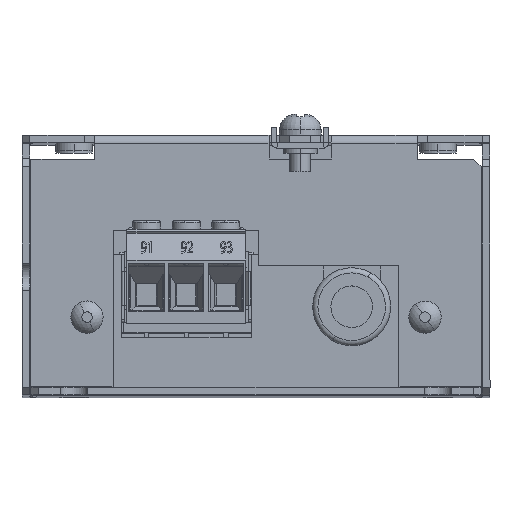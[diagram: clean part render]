
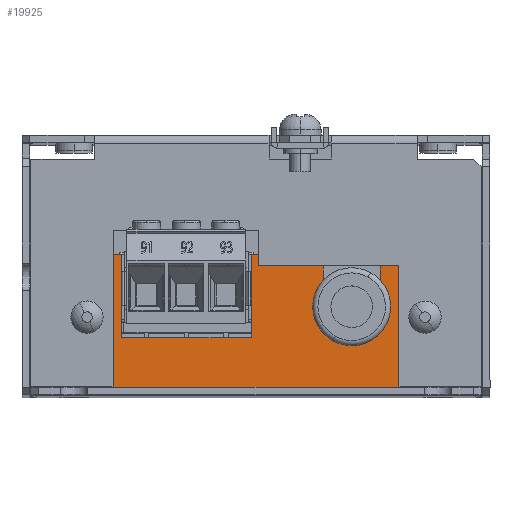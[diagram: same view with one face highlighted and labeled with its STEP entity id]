
A CAD part, top view. The second image highlights one B-rep face of the part: STEP entity #19925.
In plain terms, the highlighted face is planar.
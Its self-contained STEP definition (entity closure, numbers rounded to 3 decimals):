
#786 = VERTEX_POINT ( 'NONE', #38464 ) ;
#1780 = DIRECTION ( 'NONE',  ( 0., -1., 0. ) ) ;
#2088 = DIRECTION ( 'NONE',  ( 0., 1., 0. ) ) ;
#2525 = AXIS2_PLACEMENT_3D ( 'NONE', #32909, #32746, #32694 ) ;
#2914 = EDGE_CURVE ( 'NONE', #10950, #27098, #17310, .T. ) ;
#3145 = CARTESIAN_POINT ( 'NONE',  ( 134.65, 12.4, 32.5 ) ) ;
#3146 = ORIENTED_EDGE ( 'NONE', *, *, #5097, .F. ) ;
#3732 = VECTOR ( 'NONE', #2088, 1000. ) ;
#4116 = CARTESIAN_POINT ( 'NONE',  ( 134.65, 26., 25.9 ) ) ;
#5097 = EDGE_CURVE ( 'NONE', #18462, #29265, #34391, .T. ) ;
#5571 = DIRECTION ( 'NONE',  ( 0., 1., 0. ) ) ;
#5629 = DIRECTION ( 'NONE',  ( 1., 0., 0. ) ) ;
#5681 = CARTESIAN_POINT ( 'NONE',  ( 134.65, 14., 32.5 ) ) ;
#6061 = VERTEX_POINT ( 'NONE', #17027 ) ;
#6081 = AXIS2_PLACEMENT_3D ( 'NONE', #5681, #5629, #5571 ) ;
#6752 = CARTESIAN_POINT ( 'NONE',  ( 134.65, 16., -23.9 ) ) ;
#6770 = VECTOR ( 'NONE', #43284, 1000. ) ;
#6995 = VERTEX_POINT ( 'NONE', #6752 ) ;
#7060 = EDGE_CURVE ( 'NONE', #10950, #6061, #44967, .T. ) ;
#7166 = EDGE_LOOP ( 'NONE', ( #35718, #3146, #39840, #44196, #29874, #42294, #35524, #14436, #33944, #23366, #25005, #30096 ) ) ;
#7188 = CARTESIAN_POINT ( 'NONE',  ( 134.65, 12.4, -32.5 ) ) ;
#8054 = VECTOR ( 'NONE', #17802, 1000. ) ;
#8116 = LINE ( 'NONE', #12598, #34586 ) ;
#8311 = EDGE_CURVE ( 'NONE', #18462, #21668, #8116, .T. ) ;
#8600 = VECTOR ( 'NONE', #41342, 1000. ) ;
#8630 = CARTESIAN_POINT ( 'NONE',  ( 134.65, 26., 0.9 ) ) ;
#8847 = VECTOR ( 'NONE', #22055, 1000. ) ;
#9162 = LINE ( 'NONE', #18522, #8054 ) ;
#9176 = VERTEX_POINT ( 'NONE', #22472 ) ;
#10001 = VERTEX_POINT ( 'NONE', #35369 ) ;
#10091 = DIRECTION ( 'NONE',  ( 0., 1., 0. ) ) ;
#10197 = DIRECTION ( 'NONE',  ( 0., 0., -1. ) ) ;
#10303 = CARTESIAN_POINT ( 'NONE',  ( 134.65, 10., 25.9 ) ) ;
#10367 = EDGE_LOOP ( 'NONE', ( #33651, #27244 ) ) ;
#10452 = CARTESIAN_POINT ( 'NONE',  ( 134.65, 26., -23.9 ) ) ;
#10950 = VERTEX_POINT ( 'NONE', #43870 ) ;
#12543 = FACE_BOUND ( 'NONE', #21670, .T. ) ;
#12598 = CARTESIAN_POINT ( 'NONE',  ( 134.65, 26., 0. ) ) ;
#12644 = DIRECTION ( 'NONE',  ( 0., 0., 1. ) ) ;
#12777 = EDGE_CURVE ( 'NONE', #10001, #29147, #24472, .T. ) ;
#13272 = EDGE_CURVE ( 'NONE', #786, #21668, #37344, .T. ) ;
#13273 = LINE ( 'NONE', #43733, #3732 ) ;
#14110 = CARTESIAN_POINT ( 'NONE',  ( 134.65, 16., -18.4 ) ) ;
#14436 = ORIENTED_EDGE ( 'NONE', *, *, #27283, .F. ) ;
#16404 = VECTOR ( 'NONE', #10197, 1000. ) ;
#17027 = CARTESIAN_POINT ( 'NONE',  ( 134.65, 10., 25.9 ) ) ;
#17310 = LINE ( 'NONE', #22343, #8847 ) ;
#17759 = DIRECTION ( 'NONE',  ( 0., 1., 0. ) ) ;
#17802 = DIRECTION ( 'NONE',  ( 0., 1., 0. ) ) ;
#18462 = VERTEX_POINT ( 'NONE', #42778 ) ;
#18522 = CARTESIAN_POINT ( 'NONE',  ( 134.65, 0., 42.259 ) ) ;
#18785 = DIRECTION ( 'NONE',  ( 0., 0., 1. ) ) ;
#18794 = VECTOR ( 'NONE', #18785, 1000. ) ;
#18896 = CARTESIAN_POINT ( 'NONE',  ( 134.65, 26., 0. ) ) ;
#19853 = CIRCLE ( 'NONE', #42635, 1.6 ) ;
#19925 = ADVANCED_FACE ( 'NONE', ( #12543, #41347, #31758 ), #45930, .F. ) ;
#19990 = DIRECTION ( 'NONE',  ( 1., 0., 0. ) ) ;
#20032 = DIRECTION ( 'NONE',  ( 0., 1., 0. ) ) ;
#20108 = CIRCLE ( 'NONE', #6081, 1.6 ) ;
#20609 = CARTESIAN_POINT ( 'NONE',  ( 134.65, 14., -32.5 ) ) ;
#21562 = EDGE_CURVE ( 'NONE', #6061, #786, #35535, .T. ) ;
#21565 = EDGE_CURVE ( 'NONE', #6995, #45114, #36702, .T. ) ;
#21668 = VERTEX_POINT ( 'NONE', #8630 ) ;
#21670 = EDGE_LOOP ( 'NONE', ( #22758, #29907 ) ) ;
#22055 = DIRECTION ( 'NONE',  ( 0., 0., 1. ) ) ;
#22095 = CARTESIAN_POINT ( 'NONE',  ( 134.65, 16., -12.9 ) ) ;
#22288 = DIRECTION ( 'NONE',  ( 0., 1., 0. ) ) ;
#22343 = CARTESIAN_POINT ( 'NONE',  ( 134.65, 26., 0. ) ) ;
#22472 = CARTESIAN_POINT ( 'NONE',  ( 134.65, 15.6, 32.5 ) ) ;
#22758 = ORIENTED_EDGE ( 'NONE', *, *, #33221, .F. ) ;
#23366 = ORIENTED_EDGE ( 'NONE', *, *, #26296, .T. ) ;
#23904 = CARTESIAN_POINT ( 'NONE',  ( 134.65, 26., -23.9 ) ) ;
#24270 = CARTESIAN_POINT ( 'NONE',  ( 134.65, 0.1, 42.259 ) ) ;
#24472 = LINE ( 'NONE', #40259, #44776 ) ;
#25005 = ORIENTED_EDGE ( 'NONE', *, *, #27227, .T. ) ;
#25767 = CIRCLE ( 'NONE', #46361, 1.6 ) ;
#26077 = EDGE_CURVE ( 'NONE', #9176, #30669, #20108, .T. ) ;
#26296 = EDGE_CURVE ( 'NONE', #10001, #43692, #13273, .T. ) ;
#26426 = DIRECTION ( 'NONE',  ( 1., 0., 0. ) ) ;
#26485 = VERTEX_POINT ( 'NONE', #40166 ) ;
#26498 = CARTESIAN_POINT ( 'NONE',  ( 134.65, 14., -32.5 ) ) ;
#26903 = EDGE_CURVE ( 'NONE', #30669, #9176, #45922, .T. ) ;
#27098 = VERTEX_POINT ( 'NONE', #27141 ) ;
#27141 = CARTESIAN_POINT ( 'NONE',  ( 134.65, 26., 42.259 ) ) ;
#27207 = AXIS2_PLACEMENT_3D ( 'NONE', #44171, #43636, #43113 ) ;
#27227 = EDGE_CURVE ( 'NONE', #43692, #45114, #39076, .T. ) ;
#27244 = ORIENTED_EDGE ( 'NONE', *, *, #26903, .F. ) ;
#27283 = EDGE_CURVE ( 'NONE', #29147, #27098, #9162, .T. ) ;
#27950 = EDGE_CURVE ( 'NONE', #40483, #26485, #25767, .T. ) ;
#29147 = VERTEX_POINT ( 'NONE', #24270 ) ;
#29265 = VERTEX_POINT ( 'NONE', #22095 ) ;
#29855 = AXIS2_PLACEMENT_3D ( 'NONE', #14110, #39348, #17759 ) ;
#29874 = ORIENTED_EDGE ( 'NONE', *, *, #21562, .F. ) ;
#29907 = ORIENTED_EDGE ( 'NONE', *, *, #27950, .F. ) ;
#30096 = ORIENTED_EDGE ( 'NONE', *, *, #21565, .F. ) ;
#30669 = VERTEX_POINT ( 'NONE', #3145 ) ;
#31758 = FACE_OUTER_BOUND ( 'NONE', #7166, .T. ) ;
#32694 = DIRECTION ( 'NONE',  ( 0., 1., 0. ) ) ;
#32746 = DIRECTION ( 'NONE',  ( 1., 0., 0. ) ) ;
#32909 = CARTESIAN_POINT ( 'NONE',  ( 134.65, 14., 32.5 ) ) ;
#33221 = EDGE_CURVE ( 'NONE', #26485, #40483, #19853, .T. ) ;
#33651 = ORIENTED_EDGE ( 'NONE', *, *, #26077, .F. ) ;
#33944 = ORIENTED_EDGE ( 'NONE', *, *, #12777, .F. ) ;
#34215 = VECTOR ( 'NONE', #1780, 1000. ) ;
#34391 = LINE ( 'NONE', #43502, #6770 ) ;
#34586 = VECTOR ( 'NONE', #12644, 1000. ) ;
#35369 = CARTESIAN_POINT ( 'NONE',  ( 134.65, 0.1, -42.259 ) ) ;
#35524 = ORIENTED_EDGE ( 'NONE', *, *, #2914, .T. ) ;
#35535 = LINE ( 'NONE', #10303, #16404 ) ;
#35718 = ORIENTED_EDGE ( 'NONE', *, *, #46371, .F. ) ;
#36702 = LINE ( 'NONE', #10452, #44034 ) ;
#36848 = CARTESIAN_POINT ( 'NONE',  ( 134.65, 26., -42.259 ) ) ;
#37344 = LINE ( 'NONE', #40121, #8600 ) ;
#38464 = CARTESIAN_POINT ( 'NONE',  ( 134.65, 10., 0.9 ) ) ;
#39076 = LINE ( 'NONE', #18896, #18794 ) ;
#39348 = DIRECTION ( 'NONE',  ( 1., 0., 0. ) ) ;
#39651 = DIRECTION ( 'NONE',  ( 0., 0., 1. ) ) ;
#39840 = ORIENTED_EDGE ( 'NONE', *, *, #8311, .T. ) ;
#40121 = CARTESIAN_POINT ( 'NONE',  ( 134.65, 26., 0.9 ) ) ;
#40166 = CARTESIAN_POINT ( 'NONE',  ( 134.65, 15.6, -32.5 ) ) ;
#40259 = CARTESIAN_POINT ( 'NONE',  ( 134.65, 0.1, 43.4 ) ) ;
#40483 = VERTEX_POINT ( 'NONE', #7188 ) ;
#41342 = DIRECTION ( 'NONE',  ( 0., 1., 0. ) ) ;
#41347 = FACE_BOUND ( 'NONE', #10367, .T. ) ;
#42294 = ORIENTED_EDGE ( 'NONE', *, *, #7060, .F. ) ;
#42541 = CIRCLE ( 'NONE', #29855, 5.5 ) ;
#42635 = AXIS2_PLACEMENT_3D ( 'NONE', #26498, #26426, #22288 ) ;
#42778 = CARTESIAN_POINT ( 'NONE',  ( 134.65, 26., -12.9 ) ) ;
#43113 = DIRECTION ( 'NONE',  ( 0., -1., 0. ) ) ;
#43284 = DIRECTION ( 'NONE',  ( 0., -1., 0. ) ) ;
#43502 = CARTESIAN_POINT ( 'NONE',  ( 134.65, 26., -12.9 ) ) ;
#43636 = DIRECTION ( 'NONE',  ( -1., 0., 0. ) ) ;
#43692 = VERTEX_POINT ( 'NONE', #36848 ) ;
#43733 = CARTESIAN_POINT ( 'NONE',  ( 134.65, 0., -42.259 ) ) ;
#43870 = CARTESIAN_POINT ( 'NONE',  ( 134.65, 26., 25.9 ) ) ;
#44034 = VECTOR ( 'NONE', #10091, 1000. ) ;
#44171 = CARTESIAN_POINT ( 'NONE',  ( 134.65, 0., 0. ) ) ;
#44196 = ORIENTED_EDGE ( 'NONE', *, *, #13272, .F. ) ;
#44776 = VECTOR ( 'NONE', #39651, 1000. ) ;
#44967 = LINE ( 'NONE', #4116, #34215 ) ;
#45114 = VERTEX_POINT ( 'NONE', #23904 ) ;
#45922 = CIRCLE ( 'NONE', #2525, 1.6 ) ;
#45930 = PLANE ( 'NONE',  #27207 ) ;
#46361 = AXIS2_PLACEMENT_3D ( 'NONE', #20609, #19990, #20032 ) ;
#46371 = EDGE_CURVE ( 'NONE', #29265, #6995, #42541, .T. ) ;
